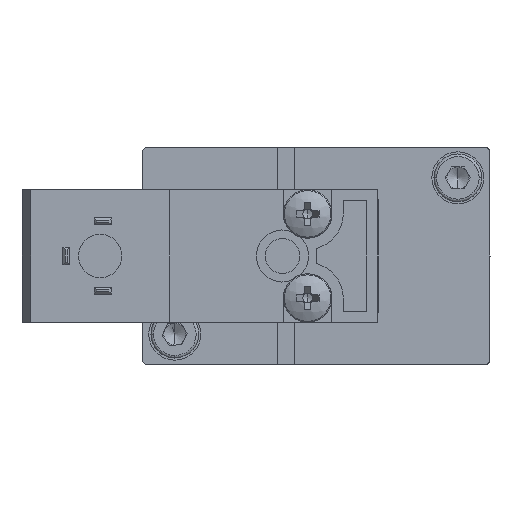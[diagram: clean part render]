
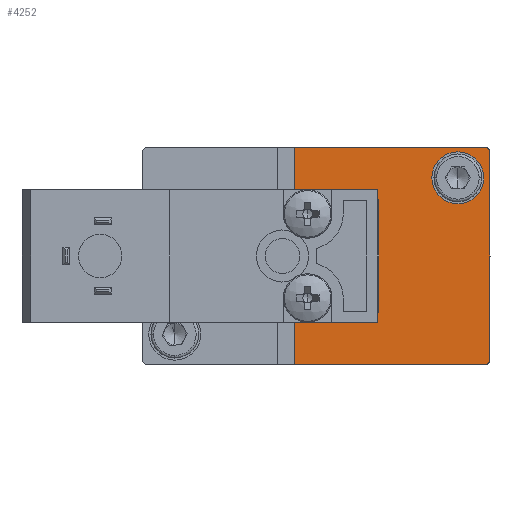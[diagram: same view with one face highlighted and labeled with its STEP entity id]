
A CAD part, left-side view. The second image highlights one B-rep face of the part: STEP entity #4252.
In plain terms, the highlighted planar face has unit normal (-1, 0, 0).
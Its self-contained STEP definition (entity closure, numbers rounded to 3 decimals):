
#125 = LINE ( 'NONE', #3383, #3530 ) ;
#156 = AXIS2_PLACEMENT_3D ( 'NONE', #21370, #21365, #21331 ) ;
#197 = CIRCLE ( 'NONE', #156, 0.5 ) ;
#763 = VERTEX_POINT ( 'NONE', #13768 ) ;
#1457 = EDGE_CURVE ( 'NONE', #6095, #5176, #125, .T. ) ;
#1530 = VERTEX_POINT ( 'NONE', #5354 ) ;
#1584 = CARTESIAN_POINT ( 'NONE',  ( -77., 0.5, 0. ) ) ;
#1653 = AXIS2_PLACEMENT_3D ( 'NONE', #4982, #3829, #3758 ) ;
#2620 = CARTESIAN_POINT ( 'NONE',  ( -77., 0., 24.5 ) ) ;
#2825 = EDGE_CURVE ( 'NONE', #763, #18655, #8866, .T. ) ;
#3341 = FACE_OUTER_BOUND ( 'NONE', #8339, .T. ) ;
#3383 = CARTESIAN_POINT ( 'NONE',  ( -77., 0., 0. ) ) ;
#3509 = DIRECTION ( 'NONE',  ( 0., 0., 1. ) ) ;
#3530 = VECTOR ( 'NONE', #16969, 1000. ) ;
#3582 = DIRECTION ( 'NONE',  ( 0., -1., 0. ) ) ;
#3610 = DIRECTION ( 'NONE',  ( -1., 0., 0. ) ) ;
#3685 = CARTESIAN_POINT ( 'NONE',  ( -77., 0.5, 24.5 ) ) ;
#3758 = DIRECTION ( 'NONE',  ( 0., -1., 0. ) ) ;
#3829 = DIRECTION ( 'NONE',  ( -1., 0., 0. ) ) ;
#3873 = CARTESIAN_POINT ( 'NONE',  ( -77., 0., 0. ) ) ;
#3996 = PLANE ( 'NONE',  #1653 ) ;
#4252 = ADVANCED_FACE ( 'NONE', ( #6404, #3341 ), #3996, .T. ) ;
#4577 = EDGE_CURVE ( 'NONE', #1530, #22064, #12857, .T. ) ;
#4982 = CARTESIAN_POINT ( 'NONE',  ( -77., 0., 0. ) ) ;
#5176 = VERTEX_POINT ( 'NONE', #1584 ) ;
#5354 = CARTESIAN_POINT ( 'NONE',  ( -77., 0.7, 21.5 ) ) ;
#5477 = EDGE_CURVE ( 'NONE', #763, #5176, #197, .T. ) ;
#6076 = ORIENTED_EDGE ( 'NONE', *, *, #2825, .T. ) ;
#6088 = ORIENTED_EDGE ( 'NONE', *, *, #5477, .F. ) ;
#6095 = VERTEX_POINT ( 'NONE', #11965 ) ;
#6404 = FACE_BOUND ( 'NONE', #17462, .T. ) ;
#7237 = VECTOR ( 'NONE', #21937, 1000. ) ;
#7416 = AXIS2_PLACEMENT_3D ( 'NONE', #21403, #21375, #21347 ) ;
#7819 = LINE ( 'NONE', #22140, #7237 ) ;
#8339 = EDGE_LOOP ( 'NONE', ( #16115, #15194, #20250, #6088, #6076, #22059 ) ) ;
#8411 = LINE ( 'NONE', #14823, #15499 ) ;
#8482 = VECTOR ( 'NONE', #3509, 1000. ) ;
#8511 = CARTESIAN_POINT ( 'NONE',  ( -77., 22.5, 25. ) ) ;
#8866 = LINE ( 'NONE', #3873, #8482 ) ;
#9162 = CIRCLE ( 'NONE', #11716, 0.5 ) ;
#10029 = EDGE_CURVE ( 'NONE', #22064, #1530, #19141, .T. ) ;
#10377 = AXIS2_PLACEMENT_3D ( 'NONE', #12704, #12679, #12662 ) ;
#11716 = AXIS2_PLACEMENT_3D ( 'NONE', #3685, #3610, #3582 ) ;
#11965 = CARTESIAN_POINT ( 'NONE',  ( -77., 22.5, 0. ) ) ;
#12662 = DIRECTION ( 'NONE',  ( 0., -1., 0. ) ) ;
#12679 = DIRECTION ( 'NONE',  ( 1., 0., 0. ) ) ;
#12704 = CARTESIAN_POINT ( 'NONE',  ( -77., 3.7, 21.5 ) ) ;
#12857 = CIRCLE ( 'NONE', #7416, 3. ) ;
#13768 = CARTESIAN_POINT ( 'NONE',  ( -77., 0., 0.5 ) ) ;
#14442 = VERTEX_POINT ( 'NONE', #18312 ) ;
#14644 = DIRECTION ( 'NONE',  ( 0., 1., 0. ) ) ;
#14737 = EDGE_CURVE ( 'NONE', #14442, #18029, #8411, .T. ) ;
#14823 = CARTESIAN_POINT ( 'NONE',  ( -77., 40., 25. ) ) ;
#15194 = ORIENTED_EDGE ( 'NONE', *, *, #17216, .T. ) ;
#15499 = VECTOR ( 'NONE', #14644, 1000. ) ;
#16115 = ORIENTED_EDGE ( 'NONE', *, *, #14737, .T. ) ;
#16969 = DIRECTION ( 'NONE',  ( 0., -1., 0. ) ) ;
#17018 = ORIENTED_EDGE ( 'NONE', *, *, #4577, .T. ) ;
#17216 = EDGE_CURVE ( 'NONE', #18029, #6095, #7819, .T. ) ;
#17462 = EDGE_LOOP ( 'NONE', ( #17018, #19438 ) ) ;
#18029 = VERTEX_POINT ( 'NONE', #8511 ) ;
#18312 = CARTESIAN_POINT ( 'NONE',  ( -77., 0.5, 25. ) ) ;
#18655 = VERTEX_POINT ( 'NONE', #2620 ) ;
#19141 = CIRCLE ( 'NONE', #10377, 3. ) ;
#19438 = ORIENTED_EDGE ( 'NONE', *, *, #10029, .T. ) ;
#20202 = CARTESIAN_POINT ( 'NONE',  ( -77., 6.7, 21.5 ) ) ;
#20250 = ORIENTED_EDGE ( 'NONE', *, *, #1457, .T. ) ;
#21331 = DIRECTION ( 'NONE',  ( 0., -1., 0. ) ) ;
#21347 = DIRECTION ( 'NONE',  ( 0., -1., 0. ) ) ;
#21365 = DIRECTION ( 'NONE',  ( 1., 0., 0. ) ) ;
#21370 = CARTESIAN_POINT ( 'NONE',  ( -77., 0.5, 0.5 ) ) ;
#21375 = DIRECTION ( 'NONE',  ( 1., 0., 0. ) ) ;
#21403 = CARTESIAN_POINT ( 'NONE',  ( -77., 3.7, 21.5 ) ) ;
#21684 = EDGE_CURVE ( 'NONE', #18655, #14442, #9162, .T. ) ;
#21937 = DIRECTION ( 'NONE',  ( 0., 0., -1. ) ) ;
#22059 = ORIENTED_EDGE ( 'NONE', *, *, #21684, .T. ) ;
#22064 = VERTEX_POINT ( 'NONE', #20202 ) ;
#22140 = CARTESIAN_POINT ( 'NONE',  ( -77., 22.5, 0. ) ) ;
